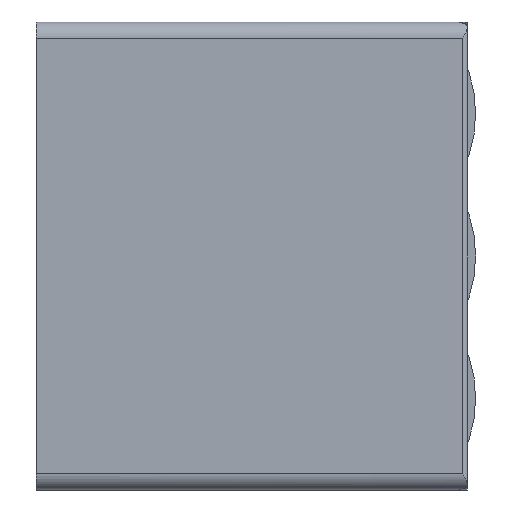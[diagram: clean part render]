
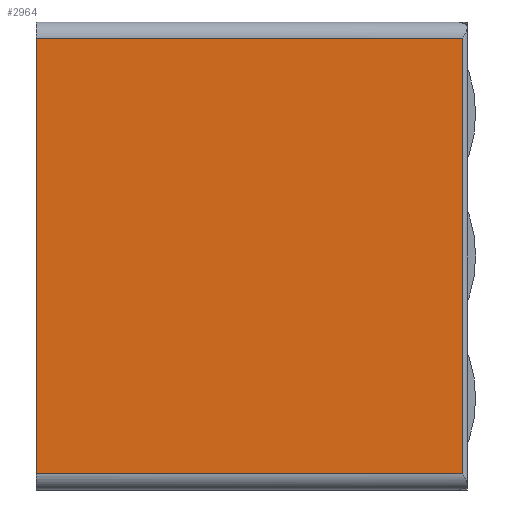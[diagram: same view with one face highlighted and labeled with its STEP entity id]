
A CAD part, front view. The second image highlights one B-rep face of the part: STEP entity #2964.
In plain terms, the highlighted planar face has unit normal (0, -1, 0).
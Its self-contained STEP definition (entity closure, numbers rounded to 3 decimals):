
#114=PLANE('',#3227);
#241=FACE_OUTER_BOUND('',#392,.T.);
#392=EDGE_LOOP('',(#2547,#2548,#2549,#2550));
#764=LINE('',#5045,#1049);
#768=LINE('',#5084,#1053);
#769=LINE('',#5087,#1054);
#770=LINE('',#5088,#1055);
#1049=VECTOR('',#3898,17.386);
#1053=VECTOR('',#3916,17.032);
#1054=VECTOR('',#3919,17.032);
#1055=VECTOR('',#3920,17.386);
#1388=VERTEX_POINT('',#5042);
#1389=VERTEX_POINT('',#5044);
#1391=VERTEX_POINT('',#5055);
#1394=VERTEX_POINT('',#5086);
#1786=EDGE_CURVE('',#1389,#1388,#764,.T.);
#1795=EDGE_CURVE('',#1391,#1389,#768,.T.);
#1796=EDGE_CURVE('',#1394,#1388,#769,.T.);
#1797=EDGE_CURVE('',#1391,#1394,#770,.T.);
#2547=ORIENTED_EDGE('',*,*,#1786,.T.);
#2548=ORIENTED_EDGE('',*,*,#1796,.F.);
#2549=ORIENTED_EDGE('',*,*,#1797,.F.);
#2550=ORIENTED_EDGE('',*,*,#1795,.T.);
#2964=ADVANCED_FACE('',(#241),#114,.F.);
#3227=AXIS2_PLACEMENT_3D('',#5085,#3917,#3918);
#3898=DIRECTION('',(0.,0.,-1.));
#3916=DIRECTION('',(-1.,0.,0.));
#3917=DIRECTION('center_axis',(0.,1.,0.));
#3918=DIRECTION('ref_axis',(0.,0.,1.));
#3919=DIRECTION('',(-1.,0.,0.));
#3920=DIRECTION('',(0.,0.,-1.));
#5042=CARTESIAN_POINT('',(0.,0.,0.659));
#5044=CARTESIAN_POINT('',(0.,0.,18.046));
#5045=CARTESIAN_POINT('',(0.,0.,18.046));
#5055=CARTESIAN_POINT('',(17.032,0.,18.046));
#5084=CARTESIAN_POINT('',(17.032,0.,18.046));
#5085=CARTESIAN_POINT('Origin',(0.,0.,18.705));
#5086=CARTESIAN_POINT('',(17.032,0.,0.659));
#5087=CARTESIAN_POINT('',(17.032,0.,0.659));
#5088=CARTESIAN_POINT('',(17.032,0.,18.046));
